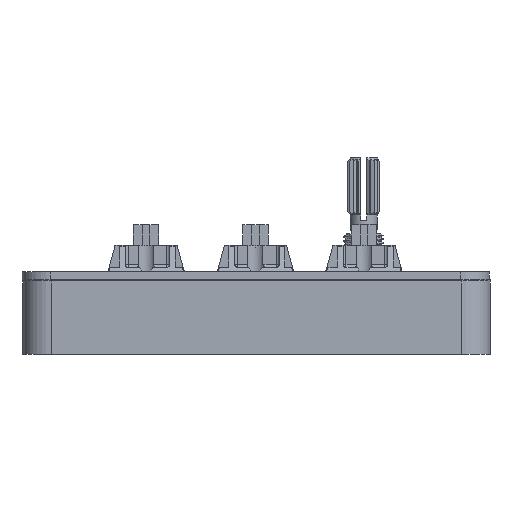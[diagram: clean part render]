
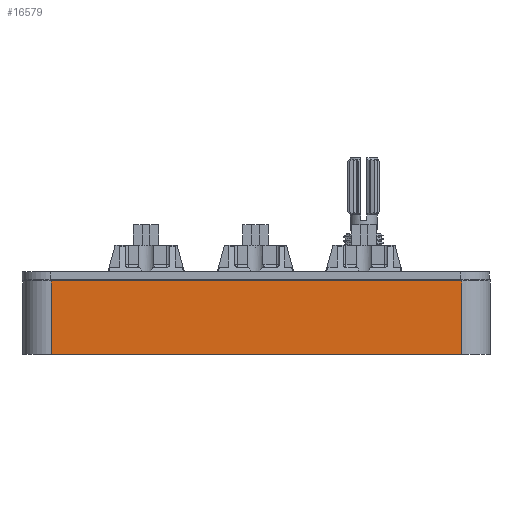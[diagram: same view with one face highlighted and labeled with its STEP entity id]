
A CAD part, front view. The second image highlights one B-rep face of the part: STEP entity #16579.
In plain terms, the highlighted planar face has unit normal (0, -1, 0).
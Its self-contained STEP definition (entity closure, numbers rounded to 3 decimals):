
#2322=FACE_OUTER_BOUND('',#3386,.T.);
#3386=EDGE_LOOP('',(#14512,#14513,#14514,#14515));
#4875=LINE('',#31413,#6381);
#4879=LINE('',#31422,#6385);
#4899=LINE('',#31479,#6405);
#4900=LINE('',#31482,#6406);
#6381=VECTOR('',#22634,10.);
#6385=VECTOR('',#22642,10.);
#6405=VECTOR('',#22690,10.);
#6406=VECTOR('',#22695,10.);
#7806=VERTEX_POINT('',#31406);
#7809=VERTEX_POINT('',#31411);
#7812=VERTEX_POINT('',#31421);
#7835=VERTEX_POINT('',#31478);
#10035=EDGE_CURVE('',#7809,#7806,#4875,.T.);
#10039=EDGE_CURVE('',#7806,#7812,#4879,.T.);
#10068=EDGE_CURVE('',#7812,#7835,#4899,.T.);
#10070=EDGE_CURVE('',#7835,#7809,#4900,.T.);
#14512=ORIENTED_EDGE('',*,*,#10035,.F.);
#14513=ORIENTED_EDGE('',*,*,#10070,.F.);
#14514=ORIENTED_EDGE('',*,*,#10068,.F.);
#14515=ORIENTED_EDGE('',*,*,#10039,.F.);
#15121=PLANE('',#18183);
#16579=ADVANCED_FACE('',(#2322),#15121,.T.);
#18183=AXIS2_PLACEMENT_3D('',#31481,#22693,#22694);
#22634=DIRECTION('',(0.,0.,1.));
#22642=DIRECTION('',(1.,0.,0.));
#22690=DIRECTION('',(0.,0.,-1.));
#22693=DIRECTION('center_axis',(0.,-1.,0.));
#22694=DIRECTION('ref_axis',(1.,0.,0.));
#22695=DIRECTION('',(-1.,0.,0.));
#31406=CARTESIAN_POINT('',(-147.71,-14.584,13.));
#31411=CARTESIAN_POINT('',(-147.71,-14.584,0.));
#31413=CARTESIAN_POINT('',(-147.71,-14.584,0.));
#31421=CARTESIAN_POINT('',(-75.66,-14.584,13.));
#31422=CARTESIAN_POINT('',(-70.66,-14.584,13.));
#31478=CARTESIAN_POINT('',(-75.66,-14.584,0.));
#31479=CARTESIAN_POINT('',(-75.66,-14.584,0.));
#31481=CARTESIAN_POINT('Origin',(-152.71,-14.584,0.));
#31482=CARTESIAN_POINT('',(-70.66,-14.584,0.));
